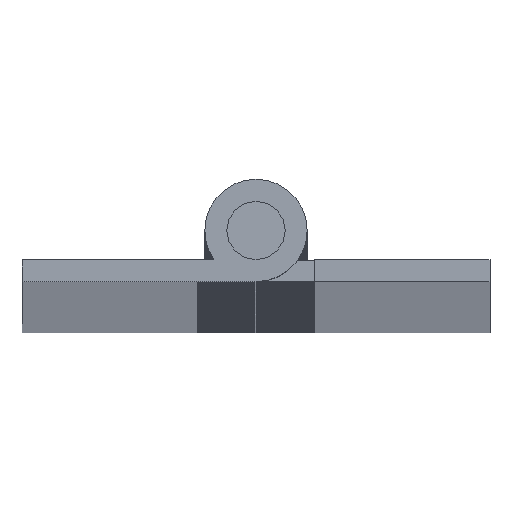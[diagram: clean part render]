
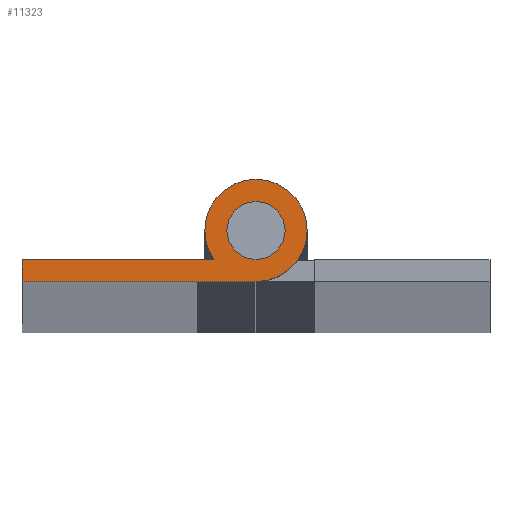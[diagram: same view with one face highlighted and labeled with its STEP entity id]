
A CAD part, top view. The second image highlights one B-rep face of the part: STEP entity #11323.
In plain terms, the highlighted planar face has unit normal (0, 0, 1).
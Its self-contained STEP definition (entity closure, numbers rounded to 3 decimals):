
#218 = CARTESIAN_POINT ( 'NONE',  ( 0., 0., 1000. ) ) ;
#219 = DIRECTION ( 'NONE',  ( 0., 0., 1. ) ) ;
#220 = DIRECTION ( 'NONE',  ( 1., 0., 0. ) ) ;
#933 = CIRCLE ( 'NONE', #984, 3.5 ) ;
#984 = AXIS2_PLACEMENT_3D ( 'NONE', #218, #219, #220 ) ;
#2926 = EDGE_LOOP ( 'NONE', ( #9587, #9588, #9589, #9586, #9570, #9591 ) ) ;
#2930 = EDGE_LOOP ( 'NONE', ( #9572, #9571 ) ) ;
#3591 = CARTESIAN_POINT ( 'NONE',  ( -16., -2., 1000. ) ) ;
#3618 = CARTESIAN_POINT ( 'NONE',  ( -2., 0., 1000. ) ) ;
#3625 = CARTESIAN_POINT ( 'NONE',  ( 2., 0., 1000. ) ) ;
#3757 = CARTESIAN_POINT ( 'NONE',  ( -3.5, 0., 1000. ) ) ;
#3784 = CARTESIAN_POINT ( 'NONE',  ( -16., -3.5, 1000. ) ) ;
#4202 = VECTOR ( 'NONE', #15061, 1000. ) ;
#4211 = VECTOR ( 'NONE', #15080, 1000. ) ;
#4246 = VECTOR ( 'NONE', #15160, 1000. ) ;
#4999 = VERTEX_POINT ( 'NONE', #6756 ) ;
#5017 = VERTEX_POINT ( 'NONE', #6774 ) ;
#5026 = VERTEX_POINT ( 'NONE', #6783 ) ;
#5178 = VERTEX_POINT ( 'NONE', #3591 ) ;
#5205 = VERTEX_POINT ( 'NONE', #3618 ) ;
#5212 = VERTEX_POINT ( 'NONE', #3625 ) ;
#5344 = VERTEX_POINT ( 'NONE', #3757 ) ;
#5371 = VERTEX_POINT ( 'NONE', #3784 ) ;
#5653 = EDGE_CURVE ( 'NONE', #5205, #5212, #14508, .T. ) ;
#5698 = EDGE_CURVE ( 'NONE', #5344, #5026, #14586, .T. ) ;
#5700 = EDGE_CURVE ( 'NONE', #4999, #5017, #14593, .T. ) ;
#5709 = EDGE_CURVE ( 'NONE', #5212, #5205, #14606, .T. ) ;
#5859 = EDGE_CURVE ( 'NONE', #5371, #4999, #23161, .T. ) ;
#5866 = EDGE_CURVE ( 'NONE', #5026, #5178, #23167, .T. ) ;
#5896 = EDGE_CURVE ( 'NONE', #5178, #5371, #23207, .T. ) ;
#6756 = CARTESIAN_POINT ( 'NONE',  ( 0., -3.5, 1000. ) ) ;
#6774 = CARTESIAN_POINT ( 'NONE',  ( 3.5, 0., 1000. ) ) ;
#6783 = CARTESIAN_POINT ( 'NONE',  ( -2.872, -2., 1000. ) ) ;
#8763 = AXIS2_PLACEMENT_3D ( 'NONE', #20278, #20279, #20280 ) ;
#9570 = ORIENTED_EDGE ( 'NONE', *, *, #5896, .T. ) ;
#9571 = ORIENTED_EDGE ( 'NONE', *, *, #5709, .F. ) ;
#9572 = ORIENTED_EDGE ( 'NONE', *, *, #5653, .F. ) ;
#9586 = ORIENTED_EDGE ( 'NONE', *, *, #5866, .T. ) ;
#9587 = ORIENTED_EDGE ( 'NONE', *, *, #5700, .T. ) ;
#9588 = ORIENTED_EDGE ( 'NONE', *, *, #18379, .T. ) ;
#9589 = ORIENTED_EDGE ( 'NONE', *, *, #5698, .T. ) ;
#9591 = ORIENTED_EDGE ( 'NONE', *, *, #5859, .T. ) ;
#11323 = ADVANCED_FACE ( 'NONE', ( #22262, #22263 ), #20277, .T. ) ;
#14508 = CIRCLE ( 'NONE', #14513, 2. ) ;
#14513 = AXIS2_PLACEMENT_3D ( 'NONE', #15477, #15478, #15479 ) ;
#14586 = CIRCLE ( 'NONE', #14592, 3.5 ) ;
#14592 = AXIS2_PLACEMENT_3D ( 'NONE', #15601, #15602, #15603 ) ;
#14593 = CIRCLE ( 'NONE', #14596, 3.5 ) ;
#14596 = AXIS2_PLACEMENT_3D ( 'NONE', #15606, #15607, #15608 ) ;
#14606 = CIRCLE ( 'NONE', #14611, 2. ) ;
#14611 = AXIS2_PLACEMENT_3D ( 'NONE', #15630, #15631, #15632 ) ;
#15060 = CARTESIAN_POINT ( 'NONE',  ( 0., -3.5, 1000. ) ) ;
#15061 = DIRECTION ( 'NONE',  ( 1., 0., 0. ) ) ;
#15079 = CARTESIAN_POINT ( 'NONE',  ( -16., -2., 1000. ) ) ;
#15080 = DIRECTION ( 'NONE',  ( -1., 0., 0. ) ) ;
#15159 = CARTESIAN_POINT ( 'NONE',  ( -16., -3.5, 1000. ) ) ;
#15160 = DIRECTION ( 'NONE',  ( 0., -1., 0. ) ) ;
#15477 = CARTESIAN_POINT ( 'NONE',  ( 0., 0., 1000. ) ) ;
#15478 = DIRECTION ( 'NONE',  ( 0., 0., 1. ) ) ;
#15479 = DIRECTION ( 'NONE',  ( 1., 0., 0. ) ) ;
#15601 = CARTESIAN_POINT ( 'NONE',  ( 0., 0., 1000. ) ) ;
#15602 = DIRECTION ( 'NONE',  ( 0., 0., 1. ) ) ;
#15603 = DIRECTION ( 'NONE',  ( 1., 0., 0. ) ) ;
#15606 = CARTESIAN_POINT ( 'NONE',  ( 0., 0., 1000. ) ) ;
#15607 = DIRECTION ( 'NONE',  ( 0., 0., 1. ) ) ;
#15608 = DIRECTION ( 'NONE',  ( 1., 0., 0. ) ) ;
#15630 = CARTESIAN_POINT ( 'NONE',  ( 0., 0., 1000. ) ) ;
#15631 = DIRECTION ( 'NONE',  ( 0., 0., 1. ) ) ;
#15632 = DIRECTION ( 'NONE',  ( 1., 0., 0. ) ) ;
#18379 = EDGE_CURVE ( 'NONE', #5017, #5344, #933, .T. ) ;
#20277 = PLANE ( 'NONE',  #8763 ) ;
#20278 = CARTESIAN_POINT ( 'NONE',  ( 0., 0., 1000. ) ) ;
#20279 = DIRECTION ( 'NONE',  ( 0., 0., 1. ) ) ;
#20280 = DIRECTION ( 'NONE',  ( 1., 0., 0. ) ) ;
#22262 = FACE_OUTER_BOUND ( 'NONE', #2926, .T. ) ;
#22263 = FACE_BOUND ( 'NONE', #2930, .T. ) ;
#23161 = LINE ( 'NONE', #15060, #4202 ) ;
#23167 = LINE ( 'NONE', #15079, #4211 ) ;
#23207 = LINE ( 'NONE', #15159, #4246 ) ;
